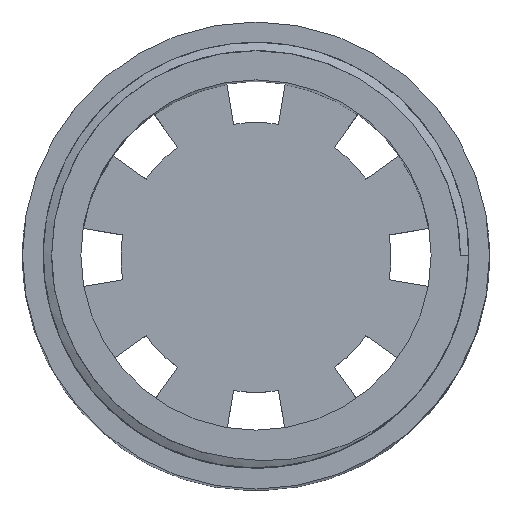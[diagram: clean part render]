
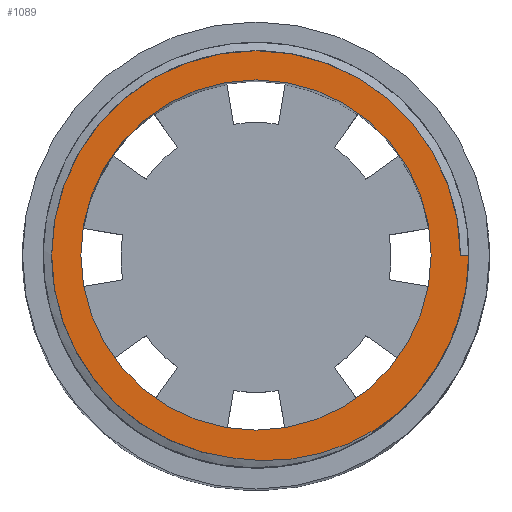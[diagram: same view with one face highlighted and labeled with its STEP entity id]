
A CAD part, top view. The second image highlights one B-rep face of the part: STEP entity #1089.
In plain terms, the highlighted planar face has unit normal (0, 0, 1).
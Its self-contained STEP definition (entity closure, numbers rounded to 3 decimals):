
#40 = VERTEX_POINT ( 'NONE', #2681 ) ;
#64 = ORIENTED_EDGE ( 'NONE', *, *, #945, .F. ) ;
#77 = EDGE_CURVE ( 'NONE', #1540, #1195, #3761, .T. ) ;
#98 = CARTESIAN_POINT ( 'NONE',  ( -0.391, -10.556, 70. ) ) ;
#136 = CARTESIAN_POINT ( 'NONE',  ( 10.714, 0., 70. ) ) ;
#155 = AXIS2_PLACEMENT_3D ( 'NONE', #225, #3010, #506 ) ;
#162 = DIRECTION ( 'NONE',  ( 0., 0., 1. ) ) ;
#221 = EDGE_CURVE ( 'NONE', #40, #1633, #2920, .T. ) ;
#225 = CARTESIAN_POINT ( 'NONE',  ( 0., 0., 70. ) ) ;
#316 = CARTESIAN_POINT ( 'NONE',  ( 0., 0., 70. ) ) ;
#373 = DIRECTION ( 'NONE',  ( 0., 0., 1. ) ) ;
#421 = VERTEX_POINT ( 'NONE', #4484 ) ;
#423 = CARTESIAN_POINT ( 'NONE',  ( 1.851, -10.485, 70. ) ) ;
#472 = EDGE_CURVE ( 'NONE', #1633, #1540, #670, .T. ) ;
#506 = DIRECTION ( 'NONE',  ( 1., 0., 0. ) ) ;
#517 = CARTESIAN_POINT ( 'NONE',  ( 5.081, -9.543, 70. ) ) ;
#652 = EDGE_LOOP ( 'NONE', ( #992, #928, #1279, #64, #2975 ) ) ;
#670 = CIRCLE ( 'NONE', #3022, 10.5 ) ;
#727 = EDGE_CURVE ( 'NONE', #4332, #3611, #2952, .T. ) ;
#737 = EDGE_LOOP ( 'NONE', ( #3787, #2538 ) ) ;
#760 = AXIS2_PLACEMENT_3D ( 'NONE', #2489, #1190, #1861 ) ;
#821 = CARTESIAN_POINT ( 'NONE',  ( 9., 0., 70. ) ) ;
#841 = CARTESIAN_POINT ( 'NONE',  ( 2.958, -10.285, 70. ) ) ;
#876 = CARTESIAN_POINT ( 'NONE',  ( 10.828, -1.529, 70. ) ) ;
#928 = ORIENTED_EDGE ( 'NONE', *, *, #77, .T. ) ;
#945 = EDGE_CURVE ( 'NONE', #40, #421, #4318, .T. ) ;
#967 = AXIS2_PLACEMENT_3D ( 'NONE', #4450, #162, #4019 ) ;
#985 = DIRECTION ( 'NONE',  ( 0., 0., 1. ) ) ;
#992 = ORIENTED_EDGE ( 'NONE', *, *, #472, .T. ) ;
#1065 = FACE_OUTER_BOUND ( 'NONE', #652, .T. ) ;
#1089 = ADVANCED_FACE ( 'NONE', ( #2811, #1065 ), #1755, .T. ) ;
#1112 = CARTESIAN_POINT ( 'NONE',  ( 0., 0., 70. ) ) ;
#1190 = DIRECTION ( 'NONE',  ( 0., 0., 1. ) ) ;
#1195 = VERTEX_POINT ( 'NONE', #4363 ) ;
#1268 = CARTESIAN_POINT ( 'NONE',  ( 8.365, -7.044, 70. ) ) ;
#1279 = ORIENTED_EDGE ( 'NONE', *, *, #1750, .F. ) ;
#1540 = VERTEX_POINT ( 'NONE', #1932 ) ;
#1609 = CARTESIAN_POINT ( 'NONE',  ( 9.284, -5.817, 70. ) ) ;
#1633 = VERTEX_POINT ( 'NONE', #2461 ) ;
#1750 = EDGE_CURVE ( 'NONE', #421, #1195, #2421, .T. ) ;
#1755 = PLANE ( 'NONE',  #3326 ) ;
#1851 = VECTOR ( 'NONE', #4354, 1000. ) ;
#1861 = DIRECTION ( 'NONE',  ( 1., 0., 0. ) ) ;
#1912 = CARTESIAN_POINT ( 'NONE',  ( 10.909, -0.768, 70. ) ) ;
#1932 = CARTESIAN_POINT ( 'NONE',  ( -10.5, 0., 70. ) ) ;
#2019 = DIRECTION ( 'NONE',  ( 1., 0., 0. ) ) ;
#2251 = CARTESIAN_POINT ( 'NONE',  ( 10.138, -4.1, 70. ) ) ;
#2421 = B_SPLINE_CURVE_WITH_KNOTS ( 'NONE', 3,
 ( #2701, #4196, #3599, #517, #2882, #2858, #2554, #841, #3577, #423, #3278, #4315, #98, #2602 ),
 .UNSPECIFIED., .F., .F.,
 ( 4, 2, 2, 2, 2, 2, 4 ),
 ( 0., 0.002, 0.003, 0.005, 0.006, 0.007, 0.009 ),
 .UNSPECIFIED. ) ;
#2461 = CARTESIAN_POINT ( 'NONE',  ( 10.5, 0., 70. ) ) ;
#2489 = CARTESIAN_POINT ( 'NONE',  ( 0., 0., 70. ) ) ;
#2538 = ORIENTED_EDGE ( 'NONE', *, *, #727, .F. ) ;
#2554 = CARTESIAN_POINT ( 'NONE',  ( 3.683, -10.088, 70. ) ) ;
#2602 = CARTESIAN_POINT ( 'NONE',  ( -1.134, -10.439, 70. ) ) ;
#2659 = CARTESIAN_POINT ( 'NONE',  ( 7.852, -7.612, 70. ) ) ;
#2681 = CARTESIAN_POINT ( 'NONE',  ( 10.929, 0., 70. ) ) ;
#2682 = CARTESIAN_POINT ( 'NONE',  ( 10.929, -0.384, 70. ) ) ;
#2701 = CARTESIAN_POINT ( 'NONE',  ( 7.294, -8.138, 70. ) ) ;
#2787 = CARTESIAN_POINT ( 'NONE',  ( 7.58, -7.882, 70. ) ) ;
#2811 = FACE_BOUND ( 'NONE', #737, .T. ) ;
#2858 = CARTESIAN_POINT ( 'NONE',  ( 4.039, -9.97, 70. ) ) ;
#2882 = CARTESIAN_POINT ( 'NONE',  ( 4.738, -9.698, 70. ) ) ;
#2920 = LINE ( 'NONE', #136, #1851 ) ;
#2941 = CARTESIAN_POINT ( 'NONE',  ( 10.512, -3.015, 70. ) ) ;
#2952 = CIRCLE ( 'NONE', #967, 9. ) ;
#2967 = CARTESIAN_POINT ( 'NONE',  ( 10.929, 0., 70. ) ) ;
#2975 = ORIENTED_EDGE ( 'NONE', *, *, #221, .T. ) ;
#3010 = DIRECTION ( 'NONE',  ( 0., 0., 1. ) ) ;
#3022 = AXIS2_PLACEMENT_3D ( 'NONE', #316, #985, #2019 ) ;
#3108 = CIRCLE ( 'NONE', #760, 9. ) ;
#3183 = DIRECTION ( 'NONE',  ( 1., 0., 0. ) ) ;
#3209 = CARTESIAN_POINT ( 'NONE',  ( 7.294, -8.138, 70. ) ) ;
#3278 = CARTESIAN_POINT ( 'NONE',  ( 1.477, -10.526, 70. ) ) ;
#3312 = CARTESIAN_POINT ( 'NONE',  ( 9.67, -5.149, 70. ) ) ;
#3326 = AXIS2_PLACEMENT_3D ( 'NONE', #1112, #373, #3183 ) ;
#3577 = CARTESIAN_POINT ( 'NONE',  ( 2.591, -10.365, 70. ) ) ;
#3599 = CARTESIAN_POINT ( 'NONE',  ( 6.081, -9.028, 70. ) ) ;
#3611 = VERTEX_POINT ( 'NONE', #4183 ) ;
#3721 = EDGE_CURVE ( 'NONE', #3611, #4332, #3108, .T. ) ;
#3761 = CIRCLE ( 'NONE', #155, 10.5 ) ;
#3787 = ORIENTED_EDGE ( 'NONE', *, *, #3721, .F. ) ;
#4019 = DIRECTION ( 'NONE',  ( 1., 0., 0. ) ) ;
#4099 = CARTESIAN_POINT ( 'NONE',  ( 10.708, -2.281, 70. ) ) ;
#4183 = CARTESIAN_POINT ( 'NONE',  ( -9., 0., 70. ) ) ;
#4196 = CARTESIAN_POINT ( 'NONE',  ( 6.712, -8.614, 70. ) ) ;
#4315 = CARTESIAN_POINT ( 'NONE',  ( 0.354, -10.59, 70. ) ) ;
#4318 = B_SPLINE_CURVE_WITH_KNOTS ( 'NONE', 3,
 ( #2967, #2682, #1912, #876, #4099, #2941, #4378, #2251, #3312, #1609, #4422, #1268, #2659, #2787, #3209 ),
 .UNSPECIFIED., .F., .F.,
 ( 4, 2, 1, 2, 2, 2, 2, 4 ),
 ( 0., 0.001, 0.002, 0.003, 0.005, 0.007, 0.008, 0.009 ),
 .UNSPECIFIED. ) ;
#4332 = VERTEX_POINT ( 'NONE', #821 ) ;
#4354 = DIRECTION ( 'NONE',  ( -1., 0., 0. ) ) ;
#4363 = CARTESIAN_POINT ( 'NONE',  ( -1.134, -10.439, 70. ) ) ;
#4378 = CARTESIAN_POINT ( 'NONE',  ( 10.276, -3.74, 70. ) ) ;
#4422 = CARTESIAN_POINT ( 'NONE',  ( 8.608, -6.745, 70. ) ) ;
#4450 = CARTESIAN_POINT ( 'NONE',  ( 0., 0., 70. ) ) ;
#4484 = CARTESIAN_POINT ( 'NONE',  ( 7.294, -8.138, 70. ) ) ;
